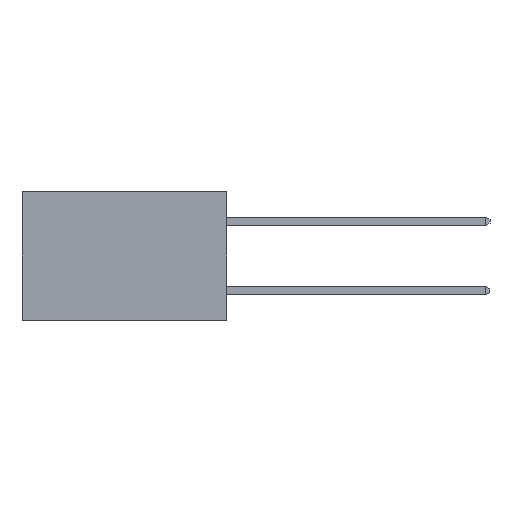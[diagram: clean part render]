
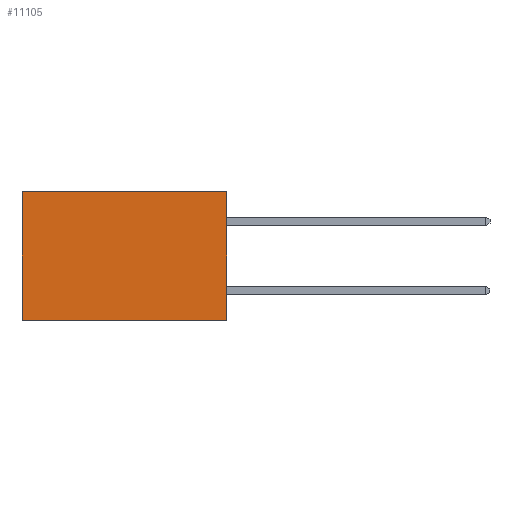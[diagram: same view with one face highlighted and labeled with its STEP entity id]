
A CAD part, left-side view. The second image highlights one B-rep face of the part: STEP entity #11105.
In plain terms, the highlighted planar face has unit normal (-1, 0, 0).
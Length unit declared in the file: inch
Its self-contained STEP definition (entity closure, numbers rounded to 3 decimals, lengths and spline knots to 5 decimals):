
#29 = AXIS2_PLACEMENT_3D ( 'NONE', #13585, #375, #6890 ) ;
#350 = VERTEX_POINT ( 'NONE', #3174 ) ;
#375 = DIRECTION ( 'NONE',  ( 1., 0., 0. ) ) ;
#590 = CARTESIAN_POINT ( 'NONE',  ( 0.277, 0.59, 0. ) ) ;
#738 = CARTESIAN_POINT ( 'NONE',  ( 0.277, 0., -0.37 ) ) ;
#969 = VERTEX_POINT ( 'NONE', #590 ) ;
#1112 = ORIENTED_EDGE ( 'NONE', *, *, #8575, .F. ) ;
#1489 = VECTOR ( 'NONE', #15201, 39.37008 ) ;
#1900 = LINE ( 'NONE', #738, #1489 ) ;
#1906 = VERTEX_POINT ( 'NONE', #3040 ) ;
#2611 = CARTESIAN_POINT ( 'NONE',  ( 0.277, 0., -0.37 ) ) ;
#3040 = CARTESIAN_POINT ( 'NONE',  ( 0.277, 0.59, -0.37 ) ) ;
#3174 = CARTESIAN_POINT ( 'NONE',  ( 0.277, 0., 0. ) ) ;
#4061 = DIRECTION ( 'NONE',  ( 0., 0., -1. ) ) ;
#5350 = ORIENTED_EDGE ( 'NONE', *, *, #15311, .T. ) ;
#5540 = EDGE_CURVE ( 'NONE', #969, #1906, #9448, .T. ) ;
#5647 = EDGE_LOOP ( 'NONE', ( #13012, #1112, #7260, #5350 ) ) ;
#6475 = CARTESIAN_POINT ( 'NONE',  ( 0.277, 0., 0. ) ) ;
#6890 = DIRECTION ( 'NONE',  ( 0., 0., -1. ) ) ;
#7150 = VERTEX_POINT ( 'NONE', #2611 ) ;
#7207 = VECTOR ( 'NONE', #4061, 39.37008 ) ;
#7260 = ORIENTED_EDGE ( 'NONE', *, *, #13818, .F. ) ;
#7607 = LINE ( 'NONE', #7910, #7207 ) ;
#7775 = DIRECTION ( 'NONE',  ( 0., 1., 0. ) ) ;
#7910 = CARTESIAN_POINT ( 'NONE',  ( 0.277, 0., -0.37 ) ) ;
#8134 = DIRECTION ( 'NONE',  ( 0., 0., -1. ) ) ;
#8149 = CARTESIAN_POINT ( 'NONE',  ( 0.277, 0.59, -0.37 ) ) ;
#8575 = EDGE_CURVE ( 'NONE', #7150, #1906, #1900, .T. ) ;
#9448 = LINE ( 'NONE', #8149, #15978 ) ;
#10211 = LINE ( 'NONE', #6475, #16632 ) ;
#11105 = ADVANCED_FACE ( 'NONE', ( #13356 ), #14873, .F. ) ;
#13012 = ORIENTED_EDGE ( 'NONE', *, *, #5540, .T. ) ;
#13356 = FACE_OUTER_BOUND ( 'NONE', #5647, .T. ) ;
#13585 = CARTESIAN_POINT ( 'NONE',  ( 0.277, 0., -0.37 ) ) ;
#13818 = EDGE_CURVE ( 'NONE', #350, #7150, #7607, .T. ) ;
#14873 = PLANE ( 'NONE',  #29 ) ;
#15201 = DIRECTION ( 'NONE',  ( 0., 1., 0. ) ) ;
#15311 = EDGE_CURVE ( 'NONE', #350, #969, #10211, .T. ) ;
#15978 = VECTOR ( 'NONE', #8134, 39.37008 ) ;
#16632 = VECTOR ( 'NONE', #7775, 39.37008 ) ;
